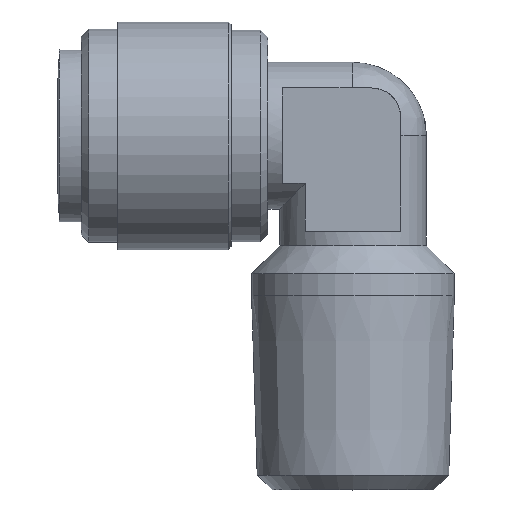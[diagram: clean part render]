
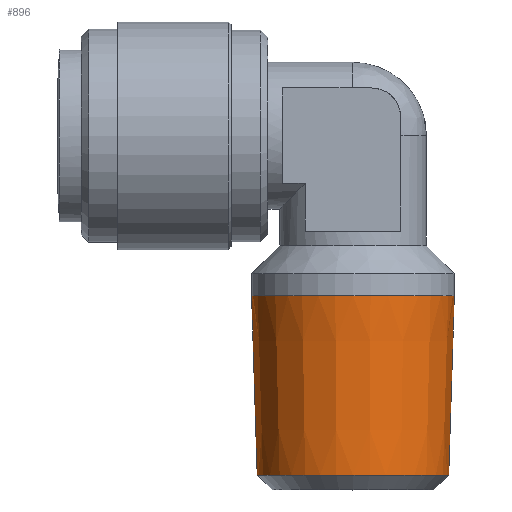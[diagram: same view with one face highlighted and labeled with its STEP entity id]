
A CAD part, top view. The second image highlights one B-rep face of the part: STEP entity #896.
In plain terms, the highlighted conical face has half-angle 1.79 degrees and reference radius 6.9 mm.
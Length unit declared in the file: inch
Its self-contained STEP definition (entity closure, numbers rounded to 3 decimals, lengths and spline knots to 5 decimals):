
#125 = ORIENTED_EDGE ( 'NONE', *, *, #2528, .T. ) ;
#142 = CIRCLE ( 'NONE', #609, 0.25664 ) ;
#307 = ORIENTED_EDGE ( 'NONE', *, *, #1273, .T. ) ;
#337 = DIRECTION ( 'NONE',  ( 0., 1., 0. ) ) ;
#340 = DIRECTION ( 'NONE',  ( 0., 1., 0. ) ) ;
#423 = DIRECTION ( 'NONE',  ( -0.031, 1., 0. ) ) ;
#446 = CARTESIAN_POINT ( 'NONE',  ( 0.25664, 0.03935, 0. ) ) ;
#525 = DIRECTION ( 'NONE',  ( 0., -1., 0. ) ) ;
#551 = DIRECTION ( 'NONE',  ( -1., 0., 0. ) ) ;
#571 = CARTESIAN_POINT ( 'NONE',  ( -0.27165, 0.51969, 0. ) ) ;
#578 = CARTESIAN_POINT ( 'NONE',  ( -0.25664, 0.03935, 0. ) ) ;
#609 = AXIS2_PLACEMENT_3D ( 'NONE', #1570, #340, #1773 ) ;
#693 = VECTOR ( 'NONE', #423, 39.37008 ) ;
#707 = VERTEX_POINT ( 'NONE', #446 ) ;
#896 = ADVANCED_FACE ( 'NONE', ( #1069 ), #1557, .T. ) ;
#979 = ORIENTED_EDGE ( 'NONE', *, *, #1207, .F. ) ;
#1069 = FACE_OUTER_BOUND ( 'NONE', #1295, .T. ) ;
#1157 = CARTESIAN_POINT ( 'NONE',  ( 0.27165, 0.51969, 0. ) ) ;
#1207 = EDGE_CURVE ( 'NONE', #2664, #2153, #1779, .T. ) ;
#1273 = EDGE_CURVE ( 'NONE', #707, #1365, #1660, .T. ) ;
#1283 = CIRCLE ( 'NONE', #2591, 0.27165 ) ;
#1295 = EDGE_LOOP ( 'NONE', ( #125, #307, #1561, #979 ) ) ;
#1365 = VERTEX_POINT ( 'NONE', #1836 ) ;
#1557 = CONICAL_SURFACE ( 'NONE', #1899, 0.27165, 0.031 ) ;
#1561 = ORIENTED_EDGE ( 'NONE', *, *, #2460, .T. ) ;
#1570 = CARTESIAN_POINT ( 'NONE',  ( 0., 0.03935, 0. ) ) ;
#1660 = LINE ( 'NONE', #1157, #2212 ) ;
#1748 = CARTESIAN_POINT ( 'NONE',  ( 0., 0.51969, 0. ) ) ;
#1773 = DIRECTION ( 'NONE',  ( 1., 0., 0. ) ) ;
#1779 = LINE ( 'NONE', #2472, #693 ) ;
#1836 = CARTESIAN_POINT ( 'NONE',  ( 0.27165, 0.51969, 0. ) ) ;
#1899 = AXIS2_PLACEMENT_3D ( 'NONE', #1988, #337, #551 ) ;
#1962 = DIRECTION ( 'NONE',  ( 1., 0., 0. ) ) ;
#1988 = CARTESIAN_POINT ( 'NONE',  ( 0., 0.51969, 0. ) ) ;
#2153 = VERTEX_POINT ( 'NONE', #571 ) ;
#2212 = VECTOR ( 'NONE', #2615, 39.37008 ) ;
#2460 = EDGE_CURVE ( 'NONE', #1365, #2153, #1283, .T. ) ;
#2472 = CARTESIAN_POINT ( 'NONE',  ( -0.27165, 0.51969, 0. ) ) ;
#2528 = EDGE_CURVE ( 'NONE', #2664, #707, #142, .T. ) ;
#2591 = AXIS2_PLACEMENT_3D ( 'NONE', #1748, #525, #1962 ) ;
#2615 = DIRECTION ( 'NONE',  ( 0.031, 1., 0. ) ) ;
#2664 = VERTEX_POINT ( 'NONE', #578 ) ;
